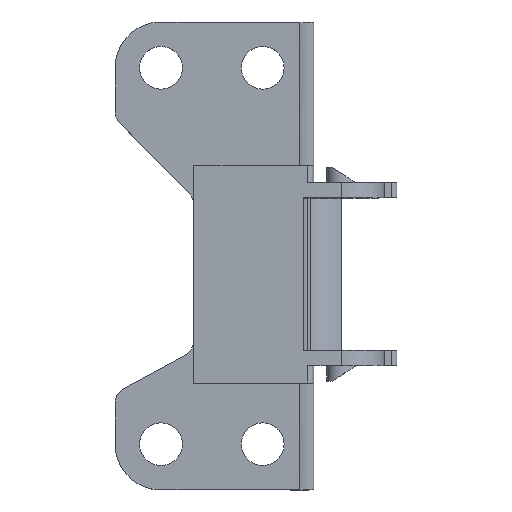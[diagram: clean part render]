
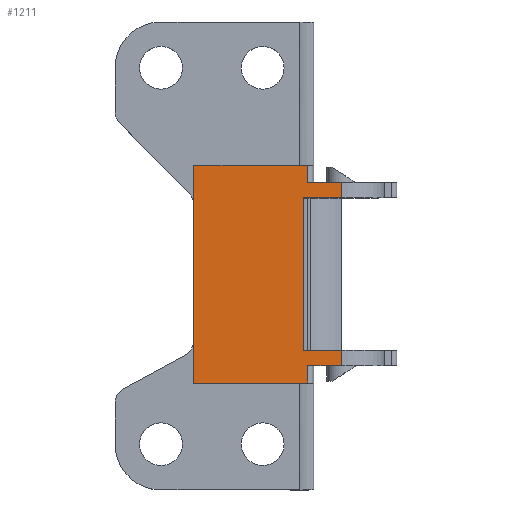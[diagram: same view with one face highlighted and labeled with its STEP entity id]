
A CAD part, top view. The second image highlights one B-rep face of the part: STEP entity #1211.
In plain terms, the highlighted planar face has unit normal (0, 0, 1).
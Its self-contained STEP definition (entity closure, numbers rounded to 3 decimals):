
#48=PLANE('',#1353);
#107=FACE_OUTER_BOUND('',#180,.T.);
#180=EDGE_LOOP('',(#1050,#1051,#1052,#1053,#1054,#1055,#1056,#1057,#1058,
#1059,#1060,#1061));
#273=LINE('',#1787,#381);
#282=LINE('',#1820,#390);
#323=LINE('',#1939,#431);
#338=LINE('',#1995,#446);
#343=LINE('',#2014,#451);
#347=LINE('',#2030,#455);
#355=LINE('',#2048,#463);
#359=LINE('',#2068,#467);
#360=LINE('',#2070,#468);
#361=LINE('',#2072,#469);
#362=LINE('',#2073,#470);
#363=LINE('',#2074,#471);
#381=VECTOR('',#1407,10.);
#390=VECTOR('',#1434,10.);
#431=VECTOR('',#1539,10.);
#446=VECTOR('',#1612,10.);
#451=VECTOR('',#1629,10.);
#455=VECTOR('',#1649,10.);
#463=VECTOR('',#1671,10.);
#467=VECTOR('',#1693,10.);
#468=VECTOR('',#1696,10.);
#469=VECTOR('',#1697,10.);
#470=VECTOR('',#1698,10.);
#471=VECTOR('',#1699,10.);
#496=VERTEX_POINT('',#1784);
#497=VERTEX_POINT('',#1786);
#511=VERTEX_POINT('',#1817);
#512=VERTEX_POINT('',#1819);
#558=VERTEX_POINT('',#1938);
#570=VERTEX_POINT('',#1994);
#577=VERTEX_POINT('',#2011);
#578=VERTEX_POINT('',#2013);
#582=VERTEX_POINT('',#2028);
#589=VERTEX_POINT('',#2061);
#592=VERTEX_POINT('',#2066);
#593=VERTEX_POINT('',#2071);
#613=EDGE_CURVE('',#496,#497,#273,.T.);
#629=EDGE_CURVE('',#512,#511,#282,.T.);
#690=EDGE_CURVE('',#558,#512,#323,.T.);
#718=EDGE_CURVE('',#570,#558,#338,.T.);
#728=EDGE_CURVE('',#578,#577,#343,.T.);
#736=EDGE_CURVE('',#582,#577,#347,.T.);
#746=EDGE_CURVE('',#582,#570,#355,.T.);
#755=EDGE_CURVE('',#592,#589,#359,.T.);
#756=EDGE_CURVE('',#589,#511,#360,.T.);
#757=EDGE_CURVE('',#593,#592,#361,.T.);
#758=EDGE_CURVE('',#593,#497,#362,.T.);
#759=EDGE_CURVE('',#496,#578,#363,.T.);
#1050=ORIENTED_EDGE('',*,*,#629,.T.);
#1051=ORIENTED_EDGE('',*,*,#756,.F.);
#1052=ORIENTED_EDGE('',*,*,#755,.F.);
#1053=ORIENTED_EDGE('',*,*,#757,.F.);
#1054=ORIENTED_EDGE('',*,*,#758,.T.);
#1055=ORIENTED_EDGE('',*,*,#613,.F.);
#1056=ORIENTED_EDGE('',*,*,#759,.T.);
#1057=ORIENTED_EDGE('',*,*,#728,.T.);
#1058=ORIENTED_EDGE('',*,*,#736,.F.);
#1059=ORIENTED_EDGE('',*,*,#746,.T.);
#1060=ORIENTED_EDGE('',*,*,#718,.T.);
#1061=ORIENTED_EDGE('',*,*,#690,.T.);
#1211=ADVANCED_FACE('',(#107),#48,.T.);
#1353=AXIS2_PLACEMENT_3D('',#2069,#1694,#1695);
#1407=DIRECTION('',(1.,0.,0.));
#1434=DIRECTION('',(0.,-1.,0.));
#1539=DIRECTION('',(-1.,0.,0.));
#1612=DIRECTION('',(0.,1.,0.));
#1629=DIRECTION('',(1.,0.,0.));
#1649=DIRECTION('',(0.,-1.,0.));
#1671=DIRECTION('',(-1.,0.,0.));
#1693=DIRECTION('',(0.,-1.,0.));
#1694=DIRECTION('center_axis',(0.,0.,1.));
#1695=DIRECTION('ref_axis',(1.,0.,0.));
#1696=DIRECTION('',(-1.,0.,0.));
#1697=DIRECTION('',(-1.,0.,0.));
#1698=DIRECTION('',(0.,1.,0.));
#1699=DIRECTION('',(0.,1.,0.));
#1784=CARTESIAN_POINT('',(14.257,-7.5,4.25));
#1786=CARTESIAN_POINT('',(18.,-7.5,4.25));
#1787=CARTESIAN_POINT('',(14.863,-7.5,4.25));
#1817=CARTESIAN_POINT('',(3.482,-10.7,4.25));
#1819=CARTESIAN_POINT('',(3.482,10.7,4.25));
#1820=CARTESIAN_POINT('',(3.482,-10.7,4.25));
#1938=CARTESIAN_POINT('',(14.685,10.7,4.25));
#1939=CARTESIAN_POINT('',(18.,10.7,4.25));
#1994=CARTESIAN_POINT('',(14.685,9.,4.25));
#1995=CARTESIAN_POINT('',(14.685,10.7,4.25));
#2011=CARTESIAN_POINT('',(18.,7.5,4.25));
#2013=CARTESIAN_POINT('',(14.257,7.5,4.25));
#2014=CARTESIAN_POINT('',(14.863,7.5,4.25));
#2028=CARTESIAN_POINT('',(18.,9.,4.25));
#2030=CARTESIAN_POINT('',(18.,9.,4.25));
#2048=CARTESIAN_POINT('',(14.863,9.,4.25));
#2061=CARTESIAN_POINT('',(14.685,-10.7,4.25));
#2066=CARTESIAN_POINT('',(14.685,-9.,4.25));
#2068=CARTESIAN_POINT('',(14.685,-10.7,4.25));
#2069=CARTESIAN_POINT('Origin',(0.,-10.7,4.25));
#2070=CARTESIAN_POINT('',(18.,-10.7,4.25));
#2071=CARTESIAN_POINT('',(18.,-9.,4.25));
#2072=CARTESIAN_POINT('',(14.863,-9.,4.25));
#2073=CARTESIAN_POINT('',(18.,-9.,4.25));
#2074=CARTESIAN_POINT('',(14.257,-7.5,4.25));
